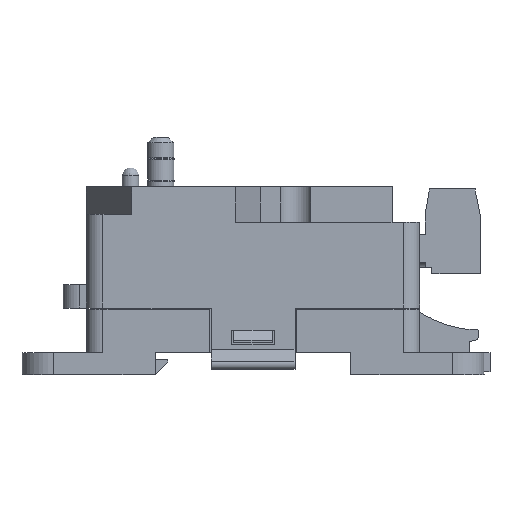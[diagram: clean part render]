
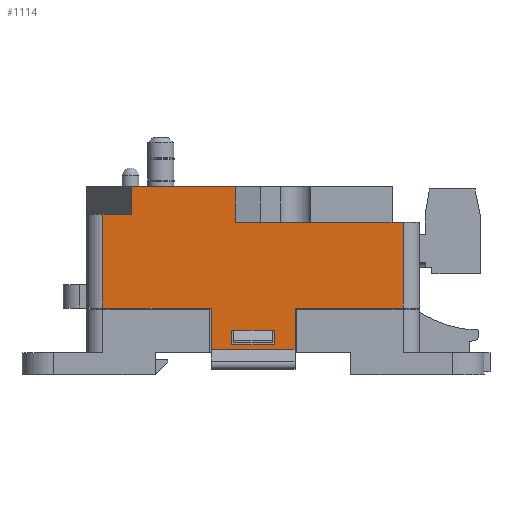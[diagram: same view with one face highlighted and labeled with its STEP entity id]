
A CAD part, left-side view. The second image highlights one B-rep face of the part: STEP entity #1114.
In plain terms, the highlighted planar face has unit normal (-1, 0, 0).
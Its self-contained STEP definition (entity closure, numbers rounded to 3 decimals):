
#1114 = ADVANCED_FACE ( 'NONE', ( #10084, #10085 ), #14189, .F. ) ;
#1798 = EDGE_CURVE ( 'NONE', #8014, #8015, #10343, .T. ) ;
#1801 = EDGE_CURVE ( 'NONE', #8025, #8018, #10346, .T. ) ;
#2378 = EDGE_CURVE ( 'NONE', #7951, #7946, #13839, .T. ) ;
#2379 = EDGE_CURVE ( 'NONE', #7946, #7947, #13840, .T. ) ;
#2380 = EDGE_CURVE ( 'NONE', #7947, #8018, #13841, .T. ) ;
#2381 = EDGE_CURVE ( 'NONE', #7948, #8025, #13842, .T. ) ;
#2382 = EDGE_CURVE ( 'NONE', #7948, #7949, #13843, .T. ) ;
#2383 = EDGE_CURVE ( 'NONE', #7949, #8015, #13844, .T. ) ;
#2384 = EDGE_CURVE ( 'NONE', #7957, #7950, #13845, .T. ) ;
#2385 = EDGE_CURVE ( 'NONE', #7952, #7951, #13846, .T. ) ;
#2386 = EDGE_CURVE ( 'NONE', #7955, #7953, #13847, .T. ) ;
#2387 = EDGE_CURVE ( 'NONE', #7950, #7952, #13848, .T. ) ;
#2388 = EDGE_CURVE ( 'NONE', #7953, #7954, #13849, .T. ) ;
#2389 = EDGE_CURVE ( 'NONE', #7956, #7955, #13850, .T. ) ;
#2390 = EDGE_CURVE ( 'NONE', #7954, #7956, #13851, .T. ) ;
#2391 = EDGE_CURVE ( 'NONE', #7957, #8014, #13852, .T. ) ;
#3169 = DIRECTION ( 'NONE',  ( 0., -1., 0. ) ) ;
#3170 = CARTESIAN_POINT ( 'NONE',  ( -23.95, -27.25, 12.1 ) ) ;
#3175 = DIRECTION ( 'NONE',  ( 0., -1., 0. ) ) ;
#3176 = CARTESIAN_POINT ( 'NONE',  ( -23.95, -27.25, 12.1 ) ) ;
#3631 = EDGE_LOOP ( 'NONE', ( #3977, #3979, #3978, #3980 ) ) ;
#3632 = EDGE_LOOP ( 'NONE', ( #3981, #3983, #3982, #3984, #3986, #3985, #3988, #3987, #3989, #3990, #3992, #3991 ) ) ;
#3977 = ORIENTED_EDGE ( 'NONE', *, *, #2389, .F. ) ;
#3978 = ORIENTED_EDGE ( 'NONE', *, *, #2388, .F. ) ;
#3979 = ORIENTED_EDGE ( 'NONE', *, *, #2390, .F. ) ;
#3980 = ORIENTED_EDGE ( 'NONE', *, *, #2386, .F. ) ;
#3981 = ORIENTED_EDGE ( 'NONE', *, *, #2385, .F. ) ;
#3982 = ORIENTED_EDGE ( 'NONE', *, *, #2384, .F. ) ;
#3983 = ORIENTED_EDGE ( 'NONE', *, *, #2387, .F. ) ;
#3984 = ORIENTED_EDGE ( 'NONE', *, *, #2391, .T. ) ;
#3985 = ORIENTED_EDGE ( 'NONE', *, *, #2383, .F. ) ;
#3986 = ORIENTED_EDGE ( 'NONE', *, *, #1798, .T. ) ;
#3987 = ORIENTED_EDGE ( 'NONE', *, *, #2381, .T. ) ;
#3988 = ORIENTED_EDGE ( 'NONE', *, *, #2382, .F. ) ;
#3989 = ORIENTED_EDGE ( 'NONE', *, *, #1801, .T. ) ;
#3990 = ORIENTED_EDGE ( 'NONE', *, *, #2380, .F. ) ;
#3991 = ORIENTED_EDGE ( 'NONE', *, *, #2378, .F. ) ;
#3992 = ORIENTED_EDGE ( 'NONE', *, *, #2379, .F. ) ;
#6770 = CARTESIAN_POINT ( 'NONE',  ( -23.95, 3.25, 34.1 ) ) ;
#6771 = DIRECTION ( 'NONE',  ( 0., 0., -1. ) ) ;
#6772 = CARTESIAN_POINT ( 'NONE',  ( -23.95, 27.25, 27.7 ) ) ;
#6773 = DIRECTION ( 'NONE',  ( 0., -1., 0. ) ) ;
#6774 = CARTESIAN_POINT ( 'NONE',  ( -23.95, -27.25, 21.3 ) ) ;
#6775 = DIRECTION ( 'NONE',  ( 0., 0., -1. ) ) ;
#6776 = CARTESIAN_POINT ( 'NONE',  ( -23.95, -7.625, 12.1 ) ) ;
#6777 = DIRECTION ( 'NONE',  ( 0., 0., 1. ) ) ;
#6778 = CARTESIAN_POINT ( 'NONE',  ( -23.95, -7.625, 4.6 ) ) ;
#6779 = DIRECTION ( 'NONE',  ( 0., 1., 0. ) ) ;
#6780 = CARTESIAN_POINT ( 'NONE',  ( -23.95, 7.625, 12.1 ) ) ;
#6781 = DIRECTION ( 'NONE',  ( 0., 0., 1. ) ) ;
#6782 = CARTESIAN_POINT ( 'NONE',  ( -23.95, 30.25, 29.1 ) ) ;
#6783 = DIRECTION ( 'NONE',  ( 0., -1., 0. ) ) ;
#6784 = CARTESIAN_POINT ( 'NONE',  ( -23.95, 27.25, 34.1 ) ) ;
#6785 = DIRECTION ( 'NONE',  ( 0., -1., 0. ) ) ;
#6786 = CARTESIAN_POINT ( 'NONE',  ( -23.95, -3.9, 8.1 ) ) ;
#6787 = DIRECTION ( 'NONE',  ( 0., 1., 0. ) ) ;
#6788 = CARTESIAN_POINT ( 'NONE',  ( -23.95, 22., 29.1 ) ) ;
#6789 = DIRECTION ( 'NONE',  ( 0., 0., 1. ) ) ;
#6790 = CARTESIAN_POINT ( 'NONE',  ( -23.95, 3.9, 8.1 ) ) ;
#6791 = DIRECTION ( 'NONE',  ( 0., 0., -1. ) ) ;
#6792 = CARTESIAN_POINT ( 'NONE',  ( -23.95, -3.9, 8.1 ) ) ;
#6793 = DIRECTION ( 'NONE',  ( 0., 0., 1. ) ) ;
#6794 = CARTESIAN_POINT ( 'NONE',  ( -23.95, -3.9, 5.45 ) ) ;
#6795 = DIRECTION ( 'NONE',  ( 0., -1., 0. ) ) ;
#6796 = CARTESIAN_POINT ( 'NONE',  ( -23.95, 27.25, 21.3 ) ) ;
#6797 = DIRECTION ( 'NONE',  ( 0., 0., -1. ) ) ;
#7946 = VERTEX_POINT ( 'NONE', #13330 ) ;
#7947 = VERTEX_POINT ( 'NONE', #13331 ) ;
#7948 = VERTEX_POINT ( 'NONE', #13332 ) ;
#7949 = VERTEX_POINT ( 'NONE', #13333 ) ;
#7950 = VERTEX_POINT ( 'NONE', #13334 ) ;
#7951 = VERTEX_POINT ( 'NONE', #13335 ) ;
#7952 = VERTEX_POINT ( 'NONE', #13336 ) ;
#7953 = VERTEX_POINT ( 'NONE', #13337 ) ;
#7954 = VERTEX_POINT ( 'NONE', #13338 ) ;
#7955 = VERTEX_POINT ( 'NONE', #13339 ) ;
#7956 = VERTEX_POINT ( 'NONE', #13340 ) ;
#7957 = VERTEX_POINT ( 'NONE', #13341 ) ;
#8014 = VERTEX_POINT ( 'NONE', #13398 ) ;
#8015 = VERTEX_POINT ( 'NONE', #13399 ) ;
#8018 = VERTEX_POINT ( 'NONE', #13402 ) ;
#8025 = VERTEX_POINT ( 'NONE', #13409 ) ;
#8042 = VECTOR ( 'NONE', #6793, 1000. ) ;
#8043 = VECTOR ( 'NONE', #6795, 1000. ) ;
#8045 = VECTOR ( 'NONE', #6797, 1000. ) ;
#10084 = FACE_BOUND ( 'NONE', #3631, .T. ) ;
#10085 = FACE_OUTER_BOUND ( 'NONE', #3632, .T. ) ;
#10343 = LINE ( 'NONE', #3176, #11624 ) ;
#10346 = LINE ( 'NONE', #3170, #11628 ) ;
#10874 = VECTOR ( 'NONE', #6771, 1000. ) ;
#10875 = VECTOR ( 'NONE', #6773, 1000. ) ;
#10876 = VECTOR ( 'NONE', #6775, 1000. ) ;
#10877 = VECTOR ( 'NONE', #6777, 1000. ) ;
#10878 = VECTOR ( 'NONE', #6779, 1000. ) ;
#10879 = VECTOR ( 'NONE', #6781, 1000. ) ;
#10880 = VECTOR ( 'NONE', #6783, 1000. ) ;
#10881 = VECTOR ( 'NONE', #6785, 1000. ) ;
#10882 = VECTOR ( 'NONE', #6787, 1000. ) ;
#10883 = VECTOR ( 'NONE', #6789, 1000. ) ;
#10884 = VECTOR ( 'NONE', #6791, 1000. ) ;
#11624 = VECTOR ( 'NONE', #3175, 1000. ) ;
#11628 = VECTOR ( 'NONE', #3169, 1000. ) ;
#12610 = AXIS2_PLACEMENT_3D ( 'NONE', #14188, #14185, #14184 ) ;
#13330 = CARTESIAN_POINT ( 'NONE',  ( -23.95, 3.25, 27.7 ) ) ;
#13331 = CARTESIAN_POINT ( 'NONE',  ( -23.95, -27.25, 27.7 ) ) ;
#13332 = CARTESIAN_POINT ( 'NONE',  ( -23.95, -7.625, 4.6 ) ) ;
#13333 = CARTESIAN_POINT ( 'NONE',  ( -23.95, 7.625, 4.6 ) ) ;
#13334 = CARTESIAN_POINT ( 'NONE',  ( -23.95, 22., 29.1 ) ) ;
#13335 = CARTESIAN_POINT ( 'NONE',  ( -23.95, 3.25, 34.1 ) ) ;
#13336 = CARTESIAN_POINT ( 'NONE',  ( -23.95, 22., 34.1 ) ) ;
#13337 = CARTESIAN_POINT ( 'NONE',  ( -23.95, 3.9, 8.1 ) ) ;
#13338 = CARTESIAN_POINT ( 'NONE',  ( -23.95, 3.9, 5.45 ) ) ;
#13339 = CARTESIAN_POINT ( 'NONE',  ( -23.95, -3.9, 8.1 ) ) ;
#13340 = CARTESIAN_POINT ( 'NONE',  ( -23.95, -3.9, 5.45 ) ) ;
#13341 = CARTESIAN_POINT ( 'NONE',  ( -23.95, 27.25, 29.1 ) ) ;
#13398 = CARTESIAN_POINT ( 'NONE',  ( -23.95, 27.25, 12.1 ) ) ;
#13399 = CARTESIAN_POINT ( 'NONE',  ( -23.95, 7.625, 12.1 ) ) ;
#13402 = CARTESIAN_POINT ( 'NONE',  ( -23.95, -27.25, 12.1 ) ) ;
#13409 = CARTESIAN_POINT ( 'NONE',  ( -23.95, -7.625, 12.1 ) ) ;
#13839 = LINE ( 'NONE', #6770, #10874 ) ;
#13840 = LINE ( 'NONE', #6772, #10875 ) ;
#13841 = LINE ( 'NONE', #6774, #10876 ) ;
#13842 = LINE ( 'NONE', #6776, #10877 ) ;
#13843 = LINE ( 'NONE', #6778, #10878 ) ;
#13844 = LINE ( 'NONE', #6780, #10879 ) ;
#13845 = LINE ( 'NONE', #6782, #10880 ) ;
#13846 = LINE ( 'NONE', #6784, #10881 ) ;
#13847 = LINE ( 'NONE', #6786, #10882 ) ;
#13848 = LINE ( 'NONE', #6788, #10883 ) ;
#13849 = LINE ( 'NONE', #6790, #10884 ) ;
#13850 = LINE ( 'NONE', #6792, #8042 ) ;
#13851 = LINE ( 'NONE', #6794, #8043 ) ;
#13852 = LINE ( 'NONE', #6796, #8045 ) ;
#14184 = DIRECTION ( 'NONE',  ( 0., 1., 0. ) ) ;
#14185 = DIRECTION ( 'NONE',  ( 1., 0., 0. ) ) ;
#14188 = CARTESIAN_POINT ( 'NONE',  ( -23.95, -27.25, 21.3 ) ) ;
#14189 = PLANE ( 'NONE',  #12610 ) ;
